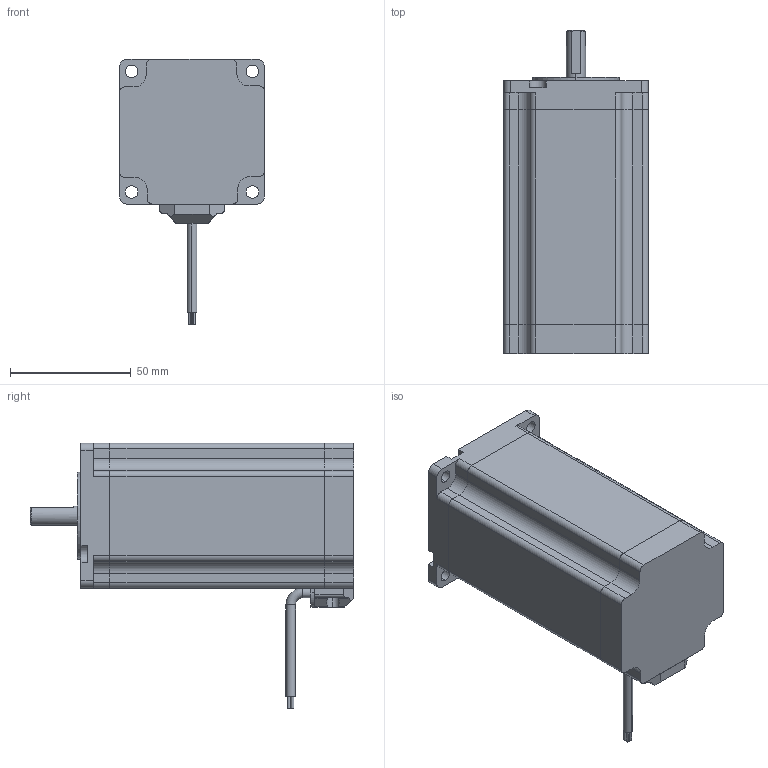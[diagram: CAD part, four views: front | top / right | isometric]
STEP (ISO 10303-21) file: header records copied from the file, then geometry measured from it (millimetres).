
FILE_DESCRIPTION (( 'STEP AP214' ), '1' );
FILE_NAME ('60HS2112-5004-60-XXX.STEP', '2023-06-13T07:21:47', ( 'MM' ), ( 'Microsoft' ), 'SwSTEP 2.0', 'SolidWorks 2020', '' );
FILE_SCHEMA (( 'AUTOMOTIVE_DESIGN' ));
Length unit declared in the file: millimetre
Products named in the file (1): 60HS2112-5004-60-XXX
Bounding box: 60 x 134 x 110 mm (x, y, z)
Volume: 358545 mm3; surface area: 40506.4 mm2
Topology: 3 solids, 3 shells, 197 faces, 535 edges, 353 vertices
Faces by surface type: cylinder 97, plane 94, cone 4, torus 2
Entity records: 7658 total; most frequent: CARTESIAN_POINT 1188, DIRECTION 1104, ORIENTED_EDGE 1070, EDGE_CURVE 535, AXIS2_PLACEMENT_3D 391, VERTEX_POINT 353, VECTOR 322, LINE 322
